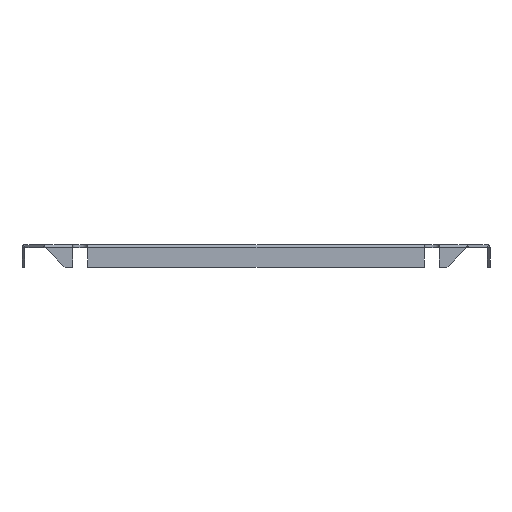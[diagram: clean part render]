
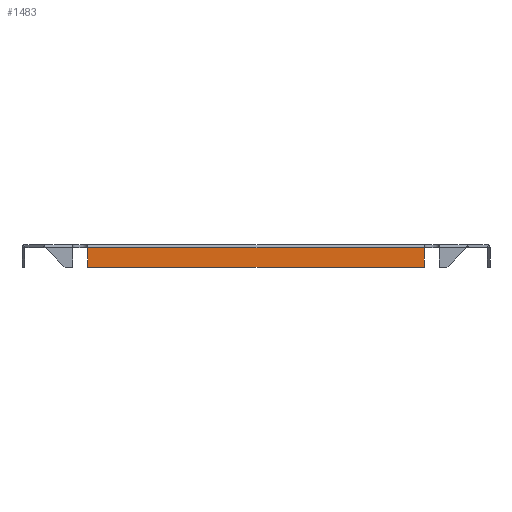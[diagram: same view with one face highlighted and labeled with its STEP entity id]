
A CAD part, front view. The second image highlights one B-rep face of the part: STEP entity #1483.
In plain terms, the highlighted planar face has unit normal (0, -1, 0).
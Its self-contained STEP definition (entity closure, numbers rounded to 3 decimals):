
#243 = VECTOR ( 'NONE', #539, 1000. ) ;
#271 = EDGE_CURVE ( 'NONE', #1351, #1546, #1413, .T. ) ;
#290 = ORIENTED_EDGE ( 'NONE', *, *, #1616, .F. ) ;
#372 = ORIENTED_EDGE ( 'NONE', *, *, #1013, .T. ) ;
#376 = VECTOR ( 'NONE', #2251, 1000. ) ;
#510 = VECTOR ( 'NONE', #1291, 1000. ) ;
#539 = DIRECTION ( 'NONE',  ( 1., 0., 0. ) ) ;
#541 = DIRECTION ( 'NONE',  ( 0., 0., 1. ) ) ;
#547 = CARTESIAN_POINT ( 'NONE',  ( -89.5, -226.367, 224.203 ) ) ;
#576 = DIRECTION ( 'NONE',  ( 0., 1., 0. ) ) ;
#600 = CARTESIAN_POINT ( 'NONE',  ( -89.5, -226.367, -12.002 ) ) ;
#804 = ORIENTED_EDGE ( 'NONE', *, *, #271, .T. ) ;
#1013 = EDGE_CURVE ( 'NONE', #1622, #1351, #1776, .T. ) ;
#1130 = LINE ( 'NONE', #1522, #376 ) ;
#1230 = EDGE_CURVE ( 'NONE', #1360, #1546, #1130, .T. ) ;
#1291 = DIRECTION ( 'NONE',  ( 0., 0., 1. ) ) ;
#1351 = VERTEX_POINT ( 'NONE', #1725 ) ;
#1360 = VERTEX_POINT ( 'NONE', #1958 ) ;
#1413 = LINE ( 'NONE', #1828, #2129 ) ;
#1416 = FACE_OUTER_BOUND ( 'NONE', #1417, .T. ) ;
#1417 = EDGE_LOOP ( 'NONE', ( #1989, #290, #372, #804 ) ) ;
#1483 = ADVANCED_FACE ( 'NONE', ( #1416 ), #2149, .F. ) ;
#1522 = CARTESIAN_POINT ( 'NONE',  ( 0., -226.367, -1.5 ) ) ;
#1546 = VERTEX_POINT ( 'NONE', #2059 ) ;
#1593 = CARTESIAN_POINT ( 'NONE',  ( -134.205, -226.367, -12.002 ) ) ;
#1616 = EDGE_CURVE ( 'NONE', #1622, #1360, #2204, .T. ) ;
#1622 = VERTEX_POINT ( 'NONE', #600 ) ;
#1725 = CARTESIAN_POINT ( 'NONE',  ( 89.5, -226.367, -12.002 ) ) ;
#1776 = LINE ( 'NONE', #1593, #243 ) ;
#1828 = CARTESIAN_POINT ( 'NONE',  ( 89.5, -226.367, 224.203 ) ) ;
#1958 = CARTESIAN_POINT ( 'NONE',  ( -89.5, -226.367, -1.5 ) ) ;
#1989 = ORIENTED_EDGE ( 'NONE', *, *, #1230, .F. ) ;
#2027 = DIRECTION ( 'NONE',  ( -1., 0., 0. ) ) ;
#2059 = CARTESIAN_POINT ( 'NONE',  ( 89.5, -226.367, -1.5 ) ) ;
#2088 = AXIS2_PLACEMENT_3D ( 'NONE', #2223, #576, #2027 ) ;
#2129 = VECTOR ( 'NONE', #541, 1000. ) ;
#2149 = PLANE ( 'NONE',  #2088 ) ;
#2204 = LINE ( 'NONE', #547, #510 ) ;
#2223 = CARTESIAN_POINT ( 'NONE',  ( 0., -226.367, 224.203 ) ) ;
#2251 = DIRECTION ( 'NONE',  ( 1., 0., 0. ) ) ;
